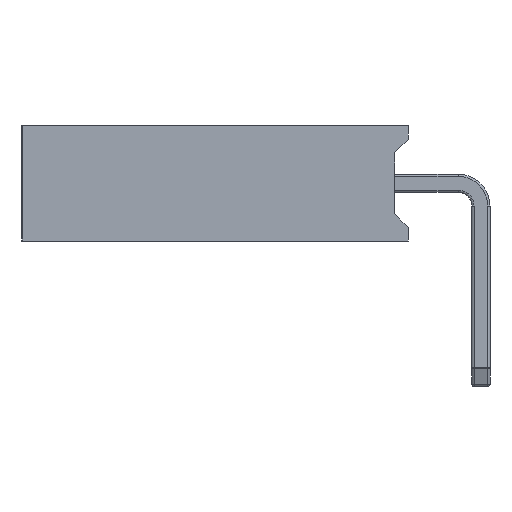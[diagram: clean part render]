
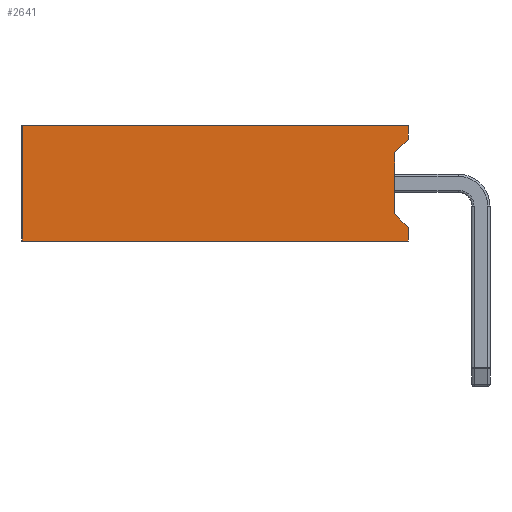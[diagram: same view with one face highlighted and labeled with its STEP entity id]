
A CAD part, left-side view. The second image highlights one B-rep face of the part: STEP entity #2641.
In plain terms, the highlighted planar face has unit normal (-1, 0, 0).
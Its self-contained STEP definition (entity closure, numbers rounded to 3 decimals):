
#134=PLANE('',#2879);
#209=FACE_OUTER_BOUND('',#372,.T.);
#372=EDGE_LOOP('',(#1741,#1742,#1743,#1744,#1745,#1746,#1747,#1748));
#539=LINE('',#4145,#737);
#543=LINE('',#4153,#741);
#549=LINE('',#4168,#747);
#560=LINE('',#4188,#758);
#561=LINE('',#4191,#759);
#564=LINE('',#4197,#762);
#565=LINE('',#4199,#763);
#566=LINE('',#4200,#764);
#737=VECTOR('',#3269,10.);
#741=VECTOR('',#3275,10.);
#747=VECTOR('',#3287,10.);
#758=VECTOR('',#3304,10.);
#759=VECTOR('',#3307,10.);
#762=VECTOR('',#3312,10.);
#763=VECTOR('',#3313,10.);
#764=VECTOR('',#3314,10.);
#1091=VERTEX_POINT('',#4143);
#1092=VERTEX_POINT('',#4144);
#1095=VERTEX_POINT('',#4152);
#1101=VERTEX_POINT('',#4167);
#1107=VERTEX_POINT('',#4186);
#1108=VERTEX_POINT('',#4190);
#1110=VERTEX_POINT('',#4196);
#1111=VERTEX_POINT('',#4198);
#1315=EDGE_CURVE('',#1091,#1092,#539,.T.);
#1319=EDGE_CURVE('',#1095,#1092,#543,.T.);
#1327=EDGE_CURVE('',#1095,#1101,#549,.T.);
#1338=EDGE_CURVE('',#1091,#1107,#560,.T.);
#1339=EDGE_CURVE('',#1108,#1101,#561,.T.);
#1342=EDGE_CURVE('',#1107,#1110,#564,.T.);
#1343=EDGE_CURVE('',#1111,#1110,#565,.T.);
#1344=EDGE_CURVE('',#1108,#1111,#566,.T.);
#1741=ORIENTED_EDGE('',*,*,#1319,.T.);
#1742=ORIENTED_EDGE('',*,*,#1315,.F.);
#1743=ORIENTED_EDGE('',*,*,#1338,.T.);
#1744=ORIENTED_EDGE('',*,*,#1342,.T.);
#1745=ORIENTED_EDGE('',*,*,#1343,.F.);
#1746=ORIENTED_EDGE('',*,*,#1344,.F.);
#1747=ORIENTED_EDGE('',*,*,#1339,.T.);
#1748=ORIENTED_EDGE('',*,*,#1327,.F.);
#2641=ADVANCED_FACE('',(#209),#134,.T.);
#2879=AXIS2_PLACEMENT_3D('',#4195,#3310,#3311);
#3269=DIRECTION('',(0.,0.707,-0.707));
#3275=DIRECTION('',(0.,0.,1.));
#3287=DIRECTION('',(0.,-0.707,-0.707));
#3304=DIRECTION('',(0.,0.,1.));
#3307=DIRECTION('',(0.,0.,1.));
#3310=DIRECTION('center_axis',(-1.,0.,0.));
#3311=DIRECTION('ref_axis',(0.,0.,
1.));
#3312=DIRECTION('',(0.,1.,0.));
#3313=DIRECTION('',(0.,0.,1.));
#3314=DIRECTION('',(0.,1.,0.));
#4143=CARTESIAN_POINT('',(-1.27,1.6,2.24));
#4144=CARTESIAN_POINT('',(-1.27,1.9,1.94));
#4145=CARTESIAN_POINT('',(-1.27,2.235,1.605));
#4152=CARTESIAN_POINT('',(-1.27,1.9,0.6));
#4153=CARTESIAN_POINT('',(-1.27,1.9,0.635));
#4167=CARTESIAN_POINT('',(-1.27,1.6,0.3));
#4168=CARTESIAN_POINT('',(-1.27,1.6,0.3));
#4186=CARTESIAN_POINT('',(-1.27,1.6,2.54));
#4188=CARTESIAN_POINT('',(-1.27,1.6,0.));
#4190=CARTESIAN_POINT('',(-1.27,1.6,0.));
#4191=CARTESIAN_POINT('',(-1.27,1.6,0.));
#4195=CARTESIAN_POINT('Origin',(-1.27,1.6,0.));
#4196=CARTESIAN_POINT('',(-1.27,10.1,2.54));
#4197=CARTESIAN_POINT('',(-1.27,1.6,2.54));
#4198=CARTESIAN_POINT('',(-1.27,10.1,0.));
#4199=CARTESIAN_POINT('',(-1.27,10.1,0.));
#4200=CARTESIAN_POINT('',(-1.27,1.6,0.));
